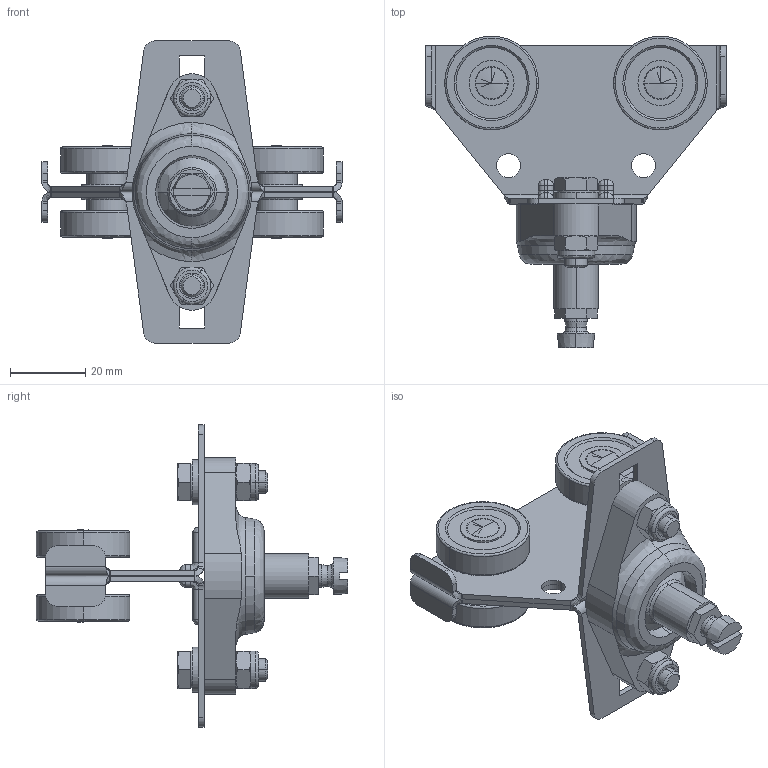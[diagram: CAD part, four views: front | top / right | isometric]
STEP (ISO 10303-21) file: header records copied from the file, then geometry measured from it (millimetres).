
FILE_DESCRIPTION (( 'STEP AP214' ), '1' );
FILE_NAME ('0020529.step', '2023-03-07T13:11:12', ( '' ), ( '' ), 'SwSTEP 2.0', 'SolidWorks 2020', '' );
FILE_SCHEMA (( 'AUTOMOTIVE_DESIGN' ));
Length unit declared in the file: millimetre
Products named in the file (1): 0020529
Bounding box: 80 x 83.05 x 80.5 mm (x, y, z)
Volume: 43991.7 mm3; surface area: 36301.2 mm2
Topology: 17 solids, 18 shells, 704 faces, 1620 edges, 946 vertices
Faces by surface type: cylinder 252, plane 190, bspline 144, cone 118
Entity records: 23071 total; most frequent: CARTESIAN_POINT 6909, DIRECTION 3212, ORIENTED_EDGE 3148, EDGE_CURVE 1574, AXIS2_PLACEMENT_3D 1283, VERTEX_POINT 946, EDGE_LOOP 788, CIRCLE 722
